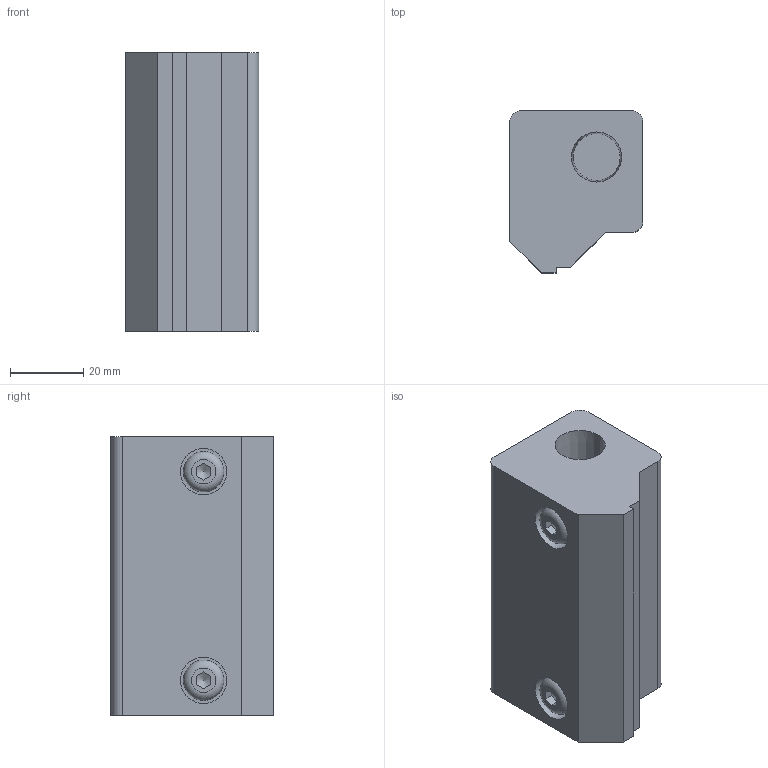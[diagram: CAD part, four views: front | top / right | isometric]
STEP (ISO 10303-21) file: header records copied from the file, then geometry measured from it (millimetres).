
FILE_DESCRIPTION(/* description */ (''),/* implementation_level */ '2;1');
FILE_NAME(/* name */ '110003.stp',/* time_stamp */ '2019-10-10T09:42:00-04:00',/* author */ ('Ryan Longshore'),/* organization */ (''),/* preprocessor_version */ 'ST-DEVELOPER v18',/* originating_system */ 'Autodesk Inventor 2020',/* authorisation */ '');
FILE_SCHEMA (('CONFIG_CONTROL_DESIGN'));
Length unit declared in the file: inch
Products named in the file (1): 110003
Bounding box: 36.69 x 44.45 x 76.2 mm (x, y, z)
Volume: 99973.5 mm3; surface area: 17420.1 mm2
Topology: 1 solids, 3 shells, 63 faces, 161 edges, 113 vertices
Faces by surface type: plane 36, cylinder 14, cone 9, torus 4
Full cylindrical faces by diameter (mm): 5.159 x2, 6.35 x2, 7.144 x2, 11.1 x2, 11.112 x1, 12.7 x2
Entity records: 2055 total; most frequent: CARTESIAN_POINT 364, DIRECTION 344, ORIENTED_EDGE 318, EDGE_CURVE 159, AXIS2_PLACEMENT_3D 135, VERTEX_POINT 113, EDGE_LOOP 78, LINE 74
